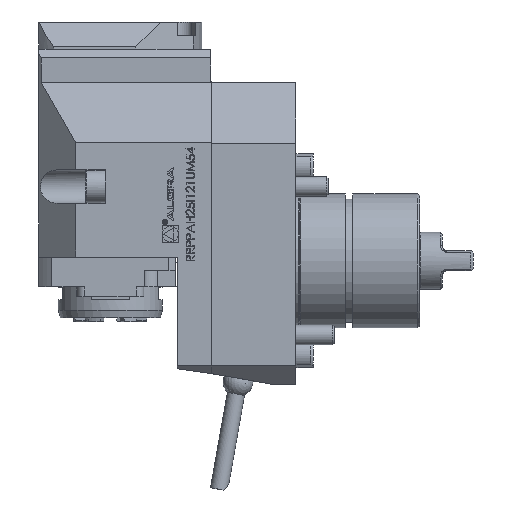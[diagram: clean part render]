
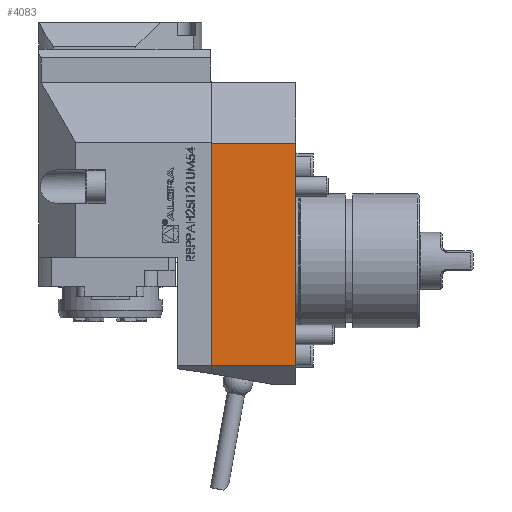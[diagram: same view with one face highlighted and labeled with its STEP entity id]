
A CAD part, left-side view. The second image highlights one B-rep face of the part: STEP entity #4083.
In plain terms, the highlighted planar face has unit normal (-1, 0, 0).
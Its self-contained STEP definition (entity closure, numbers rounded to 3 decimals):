
#361 = VECTOR ( 'NONE', #12101, 1000. ) ;
#1447 = DIRECTION ( 'NONE',  ( 0., -1., 0. ) ) ;
#2900 = DIRECTION ( 'NONE',  ( -1., 0., 0. ) ) ;
#4083 = ADVANCED_FACE ( 'Defeature completata1_16', ( #7209 ), #17648, .T. ) ;
#4458 = DIRECTION ( 'NONE',  ( 0., -1., 0. ) ) ;
#4972 = LINE ( 'NONE', #6471, #13609 ) ;
#6471 = CARTESIAN_POINT ( 'NONE',  ( -45., 285.671, -42.5 ) ) ;
#7065 = DIRECTION ( 'NONE',  ( 0., 0., -1. ) ) ;
#7209 = FACE_OUTER_BOUND ( 'NONE', #7828, .T. ) ;
#7361 = ORIENTED_EDGE ( 'NONE', *, *, #13072, .F. ) ;
#7585 = EDGE_CURVE ( 'NONE', #25020, #14748, #17546, .T. ) ;
#7828 = EDGE_LOOP ( 'NONE', ( #8559, #23994, #19985, #7361 ) ) ;
#8559 = ORIENTED_EDGE ( 'NONE', *, *, #7585, .F. ) ;
#9225 = VERTEX_POINT ( 'NONE', #13188 ) ;
#9226 = CARTESIAN_POINT ( 'NONE',  ( -45., 285.671, 72. ) ) ;
#9371 = EDGE_CURVE ( 'NONE', #25020, #9225, #18487, .T. ) ;
#10232 = CARTESIAN_POINT ( 'NONE',  ( -45., -34., 47.5 ) ) ;
#12101 = DIRECTION ( 'NONE',  ( 0., 0., -1. ) ) ;
#12374 = VECTOR ( 'NONE', #14450, 1000. ) ;
#13072 = EDGE_CURVE ( 'NONE', #14748, #21525, #18375, .T. ) ;
#13158 = CARTESIAN_POINT ( 'NONE',  ( -45., -34., -42.5 ) ) ;
#13188 = CARTESIAN_POINT ( 'NONE',  ( -45., 0., -42.5 ) ) ;
#13242 = AXIS2_PLACEMENT_3D ( 'NONE', #9226, #2900, #7065 ) ;
#13609 = VECTOR ( 'NONE', #4458, 1000. ) ;
#14450 = DIRECTION ( 'NONE',  ( 0., 0., -1. ) ) ;
#14748 = VERTEX_POINT ( 'NONE', #10232 ) ;
#15675 = CARTESIAN_POINT ( 'NONE',  ( -45., 285.671, 47.5 ) ) ;
#17546 = LINE ( 'NONE', #15675, #18821 ) ;
#17648 = PLANE ( 'NONE',  #13242 ) ;
#18375 = LINE ( 'NONE', #24675, #12374 ) ;
#18487 = LINE ( 'NONE', #20252, #361 ) ;
#18821 = VECTOR ( 'NONE', #1447, 1000. ) ;
#19711 = EDGE_CURVE ( 'NONE', #9225, #21525, #4972, .T. ) ;
#19985 = ORIENTED_EDGE ( 'NONE', *, *, #19711, .T. ) ;
#20252 = CARTESIAN_POINT ( 'NONE',  ( -45., 0., 72. ) ) ;
#21525 = VERTEX_POINT ( 'NONE', #13158 ) ;
#23994 = ORIENTED_EDGE ( 'NONE', *, *, #9371, .T. ) ;
#24675 = CARTESIAN_POINT ( 'NONE',  ( -45., -34., 72. ) ) ;
#24771 = CARTESIAN_POINT ( 'NONE',  ( -45., 0., 47.5 ) ) ;
#25020 = VERTEX_POINT ( 'NONE', #24771 ) ;
